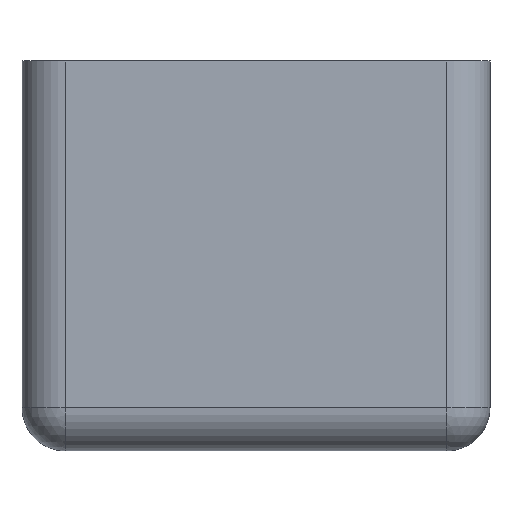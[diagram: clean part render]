
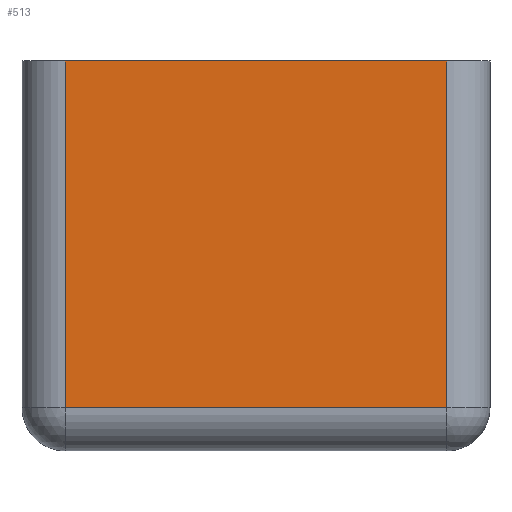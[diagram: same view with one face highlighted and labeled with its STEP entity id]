
A CAD part, front view. The second image highlights one B-rep face of the part: STEP entity #513.
In plain terms, the highlighted planar face has unit normal (0, -1, 0).
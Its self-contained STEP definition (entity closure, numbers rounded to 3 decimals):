
#22=PLANE('',#593);
#33=LINE('',#838,#73);
#58=LINE('',#988,#98);
#61=LINE('',#995,#101);
#62=LINE('',#997,#102);
#73=VECTOR('',#637,1.);
#98=VECTOR('',#726,1.);
#101=VECTOR('',#733,1.);
#102=VECTOR('',#736,10.);
#150=FACE_OUTER_BOUND('',#185,.T.);
#185=EDGE_LOOP('',(#428,#429,#430,#431));
#235=VERTEX_POINT('',#828);
#239=VERTEX_POINT('',#836);
#260=VERTEX_POINT('',#981);
#263=VERTEX_POINT('',#991);
#280=EDGE_CURVE('',#239,#235,#33,.T.);
#321=EDGE_CURVE('',#235,#260,#58,.T.);
#325=EDGE_CURVE('',#260,#263,#61,.T.);
#326=EDGE_CURVE('',#263,#239,#62,.T.);
#428=ORIENTED_EDGE('',*,*,#326,.F.);
#429=ORIENTED_EDGE('',*,*,#325,.F.);
#430=ORIENTED_EDGE('',*,*,#321,.F.);
#431=ORIENTED_EDGE('',*,*,#280,.F.);
#513=ADVANCED_FACE('',(#150),#22,.F.);
#593=AXIS2_PLACEMENT_3D('',#996,#734,#735);
#637=DIRECTION('',(0.,0.,-1.));
#726=DIRECTION('',(-1.,0.,0.));
#733=DIRECTION('',(0.,0.,1.));
#734=DIRECTION('center_axis',(0.,1.,0.));
#735=DIRECTION('ref_axis',(0.,0.,1.));
#736=DIRECTION('',(1.,0.,0.));
#828=CARTESIAN_POINT('',(-26791.611,27148.708,-22197.006));
#836=CARTESIAN_POINT('',(-26791.611,27148.708,-22157.006));
#838=CARTESIAN_POINT('',(-26791.611,27148.708,-22202.006));
#981=CARTESIAN_POINT('',(-26835.611,27148.708,-22197.006));
#988=CARTESIAN_POINT('',(-26813.611,27148.708,-22197.006));
#991=CARTESIAN_POINT('',(-26835.611,27148.708,-22157.006));
#995=CARTESIAN_POINT('',(-26835.611,27148.708,-22202.006));
#996=CARTESIAN_POINT('Origin',(-26840.611,27148.708,-22202.006));
#997=CARTESIAN_POINT('',(-26732.611,27148.708,-22157.006));
